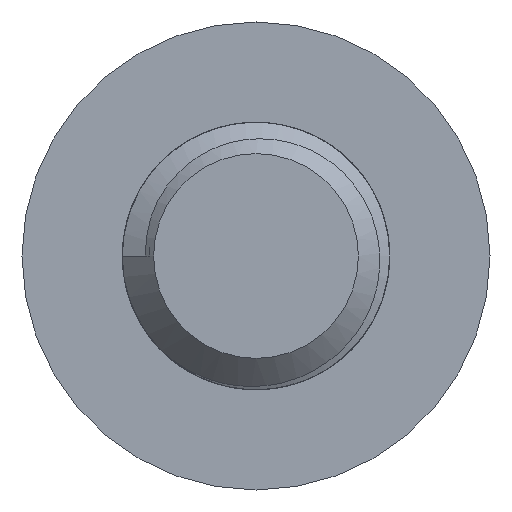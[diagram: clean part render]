
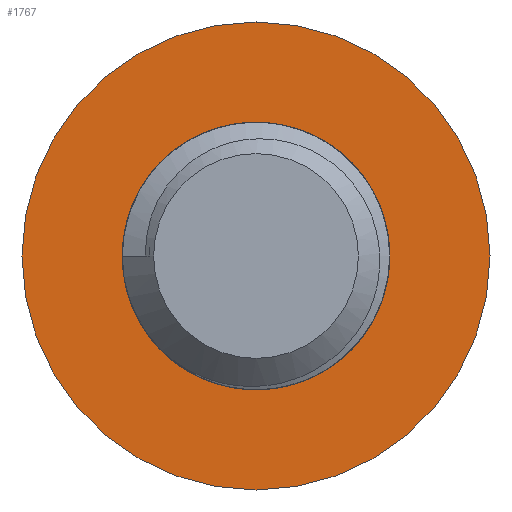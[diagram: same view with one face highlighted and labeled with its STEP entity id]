
A CAD part, left-side view. The second image highlights one B-rep face of the part: STEP entity #1767.
In plain terms, the highlighted face is planar.
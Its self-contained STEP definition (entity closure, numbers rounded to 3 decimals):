
#23=PLANE('',#1895);
#35=FACE_BOUND('',#317,.T.);
#119=CIRCLE('',#1840,4.);
#120=CIRCLE('',#1842,4.);
#123=CIRCLE('',#1881,7.);
#132=CIRCLE('',#1896,4.);
#214=FACE_OUTER_BOUND('',#316,.T.);
#316=EDGE_LOOP('',(#1387));
#317=EDGE_LOOP('',(#1388,#1389,#1390));
#695=VERTEX_POINT('',#3661);
#697=VERTEX_POINT('',#3664);
#700=VERTEX_POINT('',#3703);
#774=VERTEX_POINT('',#6341);
#909=EDGE_CURVE('',#695,#697,#119,.T.);
#913=EDGE_CURVE('',#697,#700,#120,.T.);
#1023=EDGE_CURVE('',#774,#774,#123,.T.);
#1037=EDGE_CURVE('',#700,#695,#132,.T.);
#1387=ORIENTED_EDGE('',*,*,#1023,.F.);
#1388=ORIENTED_EDGE('',*,*,#913,.F.);
#1389=ORIENTED_EDGE('',*,*,#909,.F.);
#1390=ORIENTED_EDGE('',*,*,#1037,.F.);
#1767=ADVANCED_FACE('',(#214,#35),#23,.F.);
#1840=AXIS2_PLACEMENT_3D('',#3665,#2037,#2038);
#1842=AXIS2_PLACEMENT_3D('',#3704,#2042,#2043);
#1881=AXIS2_PLACEMENT_3D('',#6343,#2155,#2156);
#1895=AXIS2_PLACEMENT_3D('',#6444,#2185,#2186);
#1896=AXIS2_PLACEMENT_3D('',#6445,#2187,#2188);
#2037=DIRECTION('center_axis',(0.,0.,-1.));
#2038=DIRECTION('ref_axis',(1.,0.,0.));
#2042=DIRECTION('center_axis',(0.,0.,-1.));
#2043=DIRECTION('ref_axis',(1.,0.,0.));
#2155=DIRECTION('center_axis',(0.,0.,1.));
#2156=DIRECTION('ref_axis',(1.,0.,0.));
#2185=DIRECTION('center_axis',(0.,0.,1.));
#2186=DIRECTION('ref_axis',(1.,0.,0.));
#2187=DIRECTION('center_axis',(0.,0.,-1.));
#2188=DIRECTION('ref_axis',(1.,0.,0.));
#3661=CARTESIAN_POINT('',(0.,-4.,-4.4));
#3664=CARTESIAN_POINT('',(-4.,0.,-4.4));
#3665=CARTESIAN_POINT('Origin',(0.,0.,-4.4));
#3703=CARTESIAN_POINT('',(-2.828,2.828,-4.4));
#3704=CARTESIAN_POINT('Origin',(0.,0.,-4.4));
#6341=CARTESIAN_POINT('',(-7.,0.,-4.4));
#6343=CARTESIAN_POINT('Origin',(0.,0.,-4.4));
#6444=CARTESIAN_POINT('Origin',(0.,-7.,-4.4));
#6445=CARTESIAN_POINT('Origin',(0.,0.,-4.4));
